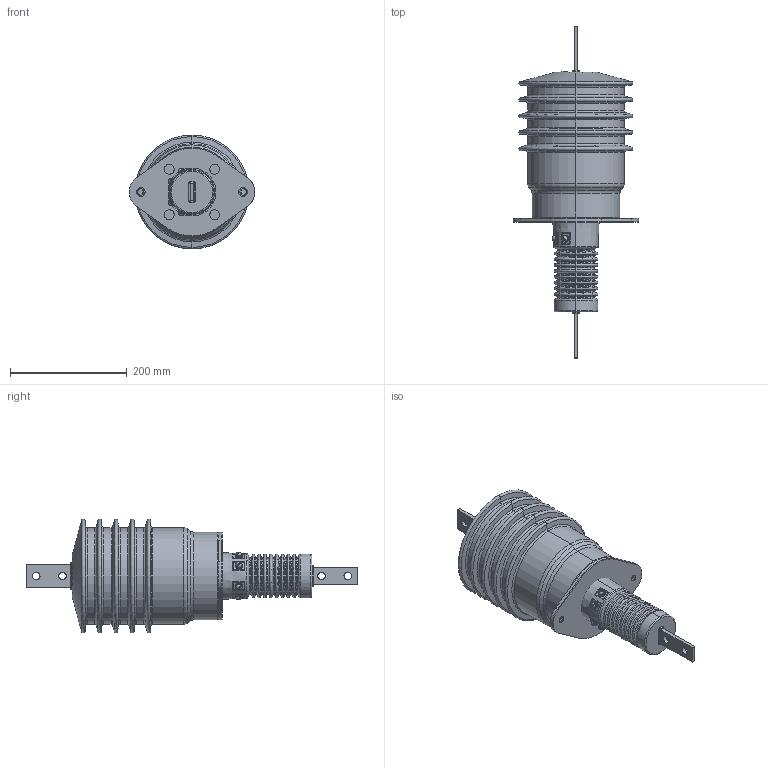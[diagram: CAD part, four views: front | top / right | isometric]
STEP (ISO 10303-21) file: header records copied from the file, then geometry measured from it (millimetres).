
FILE_DESCRIPTION (( 'STEP AP214' ), '1' );
FILE_NAME ('ﾒﾏﾎﾋ-10 III (ﾒﾏﾋ-15 I)-5.2-2.STEP', '2022-08-04T05:40:24', ( '' ), ( '' ), 'SwSTEP 2.0', 'SolidWorks 2010', '' );
FILE_SCHEMA (( 'AUTOMOTIVE_DESIGN' ));
Length unit declared in the file: millimetre
Products named in the file (1): ﾒﾏﾎﾋ-10 III (ﾒﾏﾋ-15 I)-5.2-2
Bounding box: 214.89 x 568 x 194.98 mm (x, y, z)
Volume: 6207145.8 mm3; surface area: 405324.5 mm2
Topology: 23 solids, 23 shells, 646 faces, 1439 edges, 866 vertices
Faces by surface type: cylinder 181, plane 165, torus 120, cone 112, bspline 60, sphere 8
Entity records: 26208 total; most frequent: CARTESIAN_POINT 4463, DIRECTION 3203, ORIENTED_EDGE 2878, EDGE_CURVE 1439, AXIS2_PLACEMENT_3D 1354, VERTEX_POINT 866, CIRCLE 767, EDGE_LOOP 721
